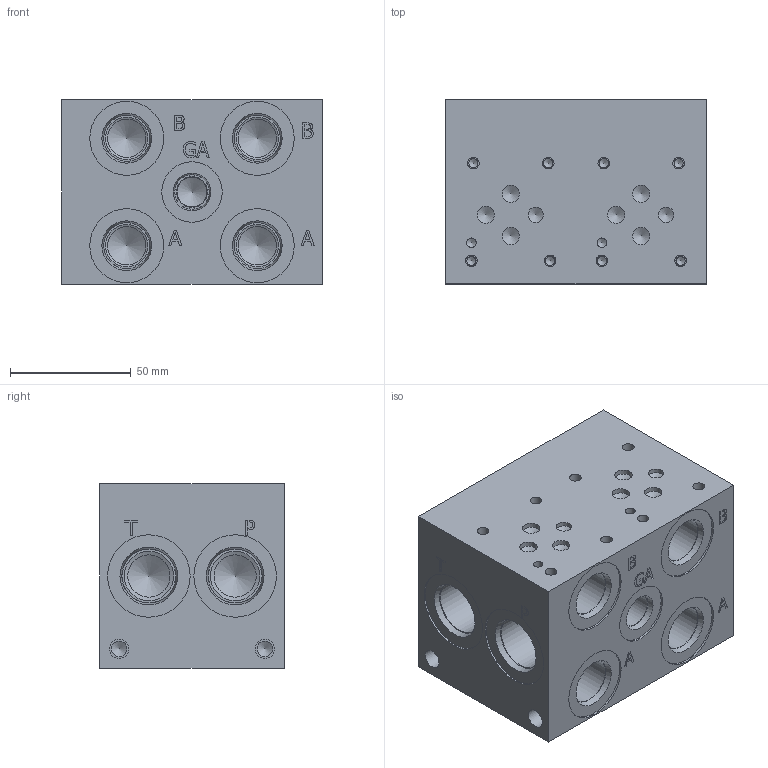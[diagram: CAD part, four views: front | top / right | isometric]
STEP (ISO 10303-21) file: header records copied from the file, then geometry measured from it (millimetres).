
FILE_DESCRIPTION(/* description */ (''),/* implementation_level */ '2;1');
FILE_NAME(/* name */ '_D03P022S_S.stp',/* time_stamp */ '2021-07-28T13:03:06-04:00',/* author */ ('trevorh'),/* organization */ (''),/* preprocessor_version */ 'ST-DEVELOPER v18',/* originating_system */ 'Autodesk Inventor 2020',/* authorisation */ '');
FILE_SCHEMA (('CONFIG_CONTROL_DESIGN'));
Length unit declared in the file: millimetre
Products named in the file (1): Part_AD03P022S_S_3D
Bounding box: 107.95 x 76.2 x 76.2 mm (x, y, z)
Volume: 536777 mm3; surface area: 64714.6 mm2
Topology: 1 solids, 1 shells, 689 faces, 1887 edges, 1279 vertices
Faces by surface type: plane 364, bspline 179, cylinder 85, cone 61
Full cylindrical faces by diameter (mm): 3.785 x8, 3.962 x2, 4.826 x8, 6.35 x2, 6.528 x4, 7.137 x6, 7.925 x4, 12.294 x1, 12.9 x1, 13.487 x1, 14.275 x1, 14.529 x1, 15.875 x4, 17.45 x1, 17.475 x4, 17.501 x4, 18.542 x1, 19.05 x4, 19.253 x4, 19.99 x1, 20.447 x4, 20.625 x1, 21.819 x1, 22.23 x4, 22.555 x4, 25.019 x1, 30.632 x4, 34.138 x4
Entity records: 23214 total; most frequent: CARTESIAN_POINT 6151, ORIENTED_EDGE 3710, DIRECTION 2842, EDGE_CURVE 1855, VERTEX_POINT 1279, LINE 1174, VECTOR 1174, AXIS2_PLACEMENT_3D 834
